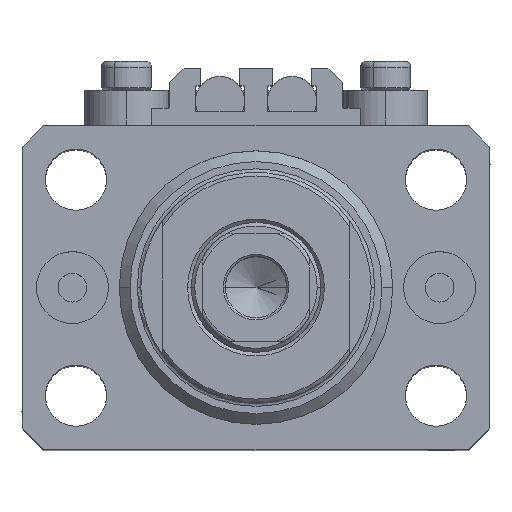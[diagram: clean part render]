
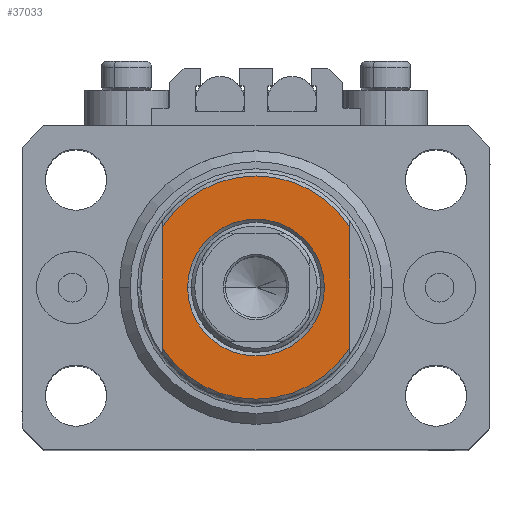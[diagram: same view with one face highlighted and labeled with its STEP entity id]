
A CAD part, top view. The second image highlights one B-rep face of the part: STEP entity #37033.
In plain terms, the highlighted face is planar.
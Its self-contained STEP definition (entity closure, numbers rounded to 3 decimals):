
#855 = DIRECTION ( 'NONE',  ( 0., 0., -1. ) ) ;
#2135 = VECTOR ( 'NONE', #30553, 1000. ) ;
#2406 = CARTESIAN_POINT ( 'NONE',  ( 13., 8.441, -6.5 ) ) ;
#3112 = EDGE_CURVE ( 'NONE', #4913, #28348, #15783, .T. ) ;
#4209 = CARTESIAN_POINT ( 'NONE',  ( 9.5, 0., -6.5 ) ) ;
#4226 = AXIS2_PLACEMENT_3D ( 'NONE', #21203, #35967, #10769 ) ;
#4268 = CARTESIAN_POINT ( 'NONE',  ( 0., 0., -6.5 ) ) ;
#4913 = VERTEX_POINT ( 'NONE', #36983 ) ;
#5043 = DIRECTION ( 'NONE',  ( -1., 0., 0. ) ) ;
#5252 = CIRCLE ( 'NONE', #31518, 15.5 ) ;
#6960 = EDGE_CURVE ( 'NONE', #12489, #18104, #20194, .T. ) ;
#6962 = EDGE_CURVE ( 'NONE', #4913, #12489, #5252, .T. ) ;
#7967 = EDGE_LOOP ( 'NONE', ( #32101, #27310, #36708, #32219 ) ) ;
#8318 = DIRECTION ( 'NONE',  ( -1., 0., 0. ) ) ;
#8905 = CARTESIAN_POINT ( 'NONE',  ( 0., 0., -6.5 ) ) ;
#9286 = DIRECTION ( 'NONE',  ( 0., -1., 0. ) ) ;
#9471 = CARTESIAN_POINT ( 'NONE',  ( 0., 0., -6.5 ) ) ;
#9871 = VECTOR ( 'NONE', #9286, 1000. ) ;
#10769 = DIRECTION ( 'NONE',  ( -1., 0., 0. ) ) ;
#11073 = ORIENTED_EDGE ( 'NONE', *, *, #23177, .T. ) ;
#11939 = CARTESIAN_POINT ( 'NONE',  ( 0., 0., -6.5 ) ) ;
#12489 = VERTEX_POINT ( 'NONE', #2406 ) ;
#15783 = LINE ( 'NONE', #33711, #2135 ) ;
#16570 = CIRCLE ( 'NONE', #4226, 9.5 ) ;
#18104 = VERTEX_POINT ( 'NONE', #32490 ) ;
#18714 = EDGE_CURVE ( 'NONE', #32331, #21294, #16570, .T. ) ;
#19094 = DIRECTION ( 'NONE',  ( 0., 0., -1. ) ) ;
#20194 = LINE ( 'NONE', #30361, #9871 ) ;
#21184 = AXIS2_PLACEMENT_3D ( 'NONE', #9471, #42450, #38794 ) ;
#21203 = CARTESIAN_POINT ( 'NONE',  ( 0., 0., -6.5 ) ) ;
#21294 = VERTEX_POINT ( 'NONE', #4209 ) ;
#21943 = CIRCLE ( 'NONE', #21184, 9.5 ) ;
#23083 = EDGE_LOOP ( 'NONE', ( #41339, #11073 ) ) ;
#23177 = EDGE_CURVE ( 'NONE', #21294, #32331, #21943, .T. ) ;
#24561 = AXIS2_PLACEMENT_3D ( 'NONE', #4268, #855, #33560 ) ;
#25649 = CARTESIAN_POINT ( 'NONE',  ( -13., -8.441, -6.5 ) ) ;
#27310 = ORIENTED_EDGE ( 'NONE', *, *, #6960, .T. ) ;
#28348 = VERTEX_POINT ( 'NONE', #25649 ) ;
#28488 = EDGE_CURVE ( 'NONE', #18104, #28348, #32117, .T. ) ;
#30183 = FACE_OUTER_BOUND ( 'NONE', #7967, .T. ) ;
#30361 = CARTESIAN_POINT ( 'NONE',  ( 13., -43.081, -6.5 ) ) ;
#30407 = PLANE ( 'NONE',  #24561 ) ;
#30553 = DIRECTION ( 'NONE',  ( 0., -1., 0. ) ) ;
#31518 = AXIS2_PLACEMENT_3D ( 'NONE', #11939, #34958, #8318 ) ;
#32042 = CARTESIAN_POINT ( 'NONE',  ( -9.5, 0., -6.5 ) ) ;
#32101 = ORIENTED_EDGE ( 'NONE', *, *, #6962, .T. ) ;
#32117 = CIRCLE ( 'NONE', #35209, 15.5 ) ;
#32219 = ORIENTED_EDGE ( 'NONE', *, *, #3112, .F. ) ;
#32331 = VERTEX_POINT ( 'NONE', #32042 ) ;
#32490 = CARTESIAN_POINT ( 'NONE',  ( 13., -8.441, -6.5 ) ) ;
#33560 = DIRECTION ( 'NONE',  ( -1., 0., 0. ) ) ;
#33711 = CARTESIAN_POINT ( 'NONE',  ( -13., -43.081, -6.5 ) ) ;
#34958 = DIRECTION ( 'NONE',  ( 0., 0., -1. ) ) ;
#35209 = AXIS2_PLACEMENT_3D ( 'NONE', #8905, #19094, #5043 ) ;
#35967 = DIRECTION ( 'NONE',  ( 0., 0., 1. ) ) ;
#36708 = ORIENTED_EDGE ( 'NONE', *, *, #28488, .T. ) ;
#36983 = CARTESIAN_POINT ( 'NONE',  ( -13., 8.441, -6.5 ) ) ;
#37033 = ADVANCED_FACE ( 'NONE', ( #44760, #30183 ), #30407, .T. ) ;
#38794 = DIRECTION ( 'NONE',  ( -1., 0., 0. ) ) ;
#41339 = ORIENTED_EDGE ( 'NONE', *, *, #18714, .T. ) ;
#42450 = DIRECTION ( 'NONE',  ( 0., 0., 1. ) ) ;
#44760 = FACE_BOUND ( 'NONE', #23083, .T. ) ;
